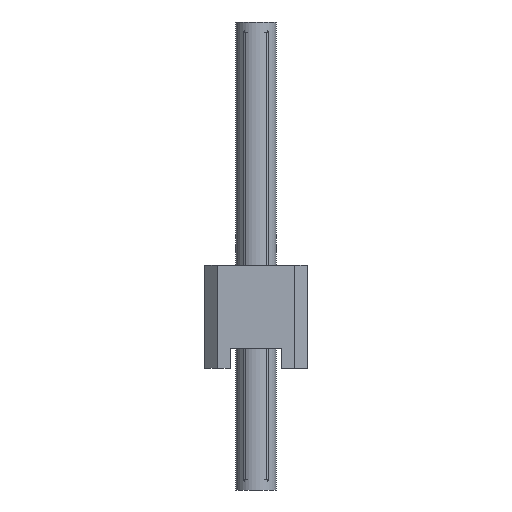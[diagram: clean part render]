
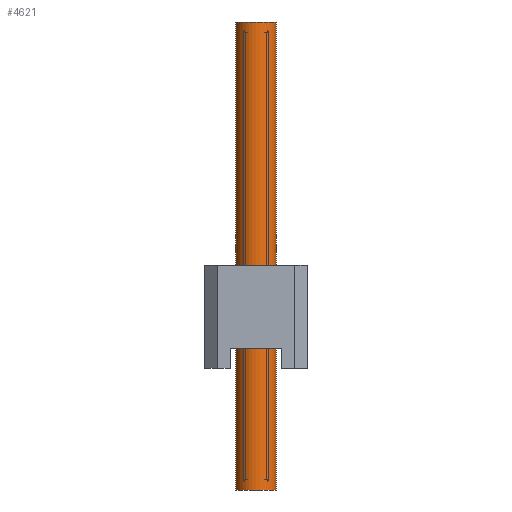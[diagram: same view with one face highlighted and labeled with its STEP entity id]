
A CAD part, left-side view. The second image highlights one B-rep face of the part: STEP entity #4621.
In plain terms, the highlighted cylindrical face has radius 0.5 mm (diameter 1 mm), a full revolution.
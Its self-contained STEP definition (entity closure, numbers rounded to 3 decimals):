
#2624=ORIENTED_EDGE('',*,*,#3280,.F.);
#2625=ORIENTED_EDGE('',*,*,#3281,.T.);
#3280=EDGE_CURVE('',#3718,#3718,#3832,.T.);
#3281=EDGE_CURVE('',#3719,#3719,#3833,.T.);
#3718=VERTEX_POINT('',#7605);
#3719=VERTEX_POINT('',#7607);
#3832=CIRCLE('',#5009,0.5);
#3833=CIRCLE('',#5010,0.5);
#4084=EDGE_LOOP('',(#2624));
#4085=EDGE_LOOP('',(#2625));
#4336=FACE_BOUND('',#4084,.T.);
#4337=FACE_BOUND('',#4085,.T.);
#4398=CYLINDRICAL_SURFACE('',#5008,0.5);
#4621=ADVANCED_FACE('',(#4336,#4337),#4398,.F.);
#5008=AXIS2_PLACEMENT_3D('',#7603,#6255,#6256);
#5009=AXIS2_PLACEMENT_3D('',#7604,#6257,#6258);
#5010=AXIS2_PLACEMENT_3D('',#7606,#6259,#6260);
#6255=DIRECTION('',(0.,0.,1.));
#6256=DIRECTION('',(1.,0.,0.));
#6257=DIRECTION('',(0.,0.,-1.));
#6258=DIRECTION('',(1.,0.,0.));
#6259=DIRECTION('',(0.,0.,-1.));
#6260=DIRECTION('',(1.,0.,0.));
#7603=CARTESIAN_POINT('',(0.,0.,0.));
#7604=CARTESIAN_POINT('',(0.,0.,11.54));
#7605=CARTESIAN_POINT('',(0.5,0.,11.54));
#7606=CARTESIAN_POINT('',(0.,0.,0.));
#7607=CARTESIAN_POINT('',(0.5,0.,0.));
